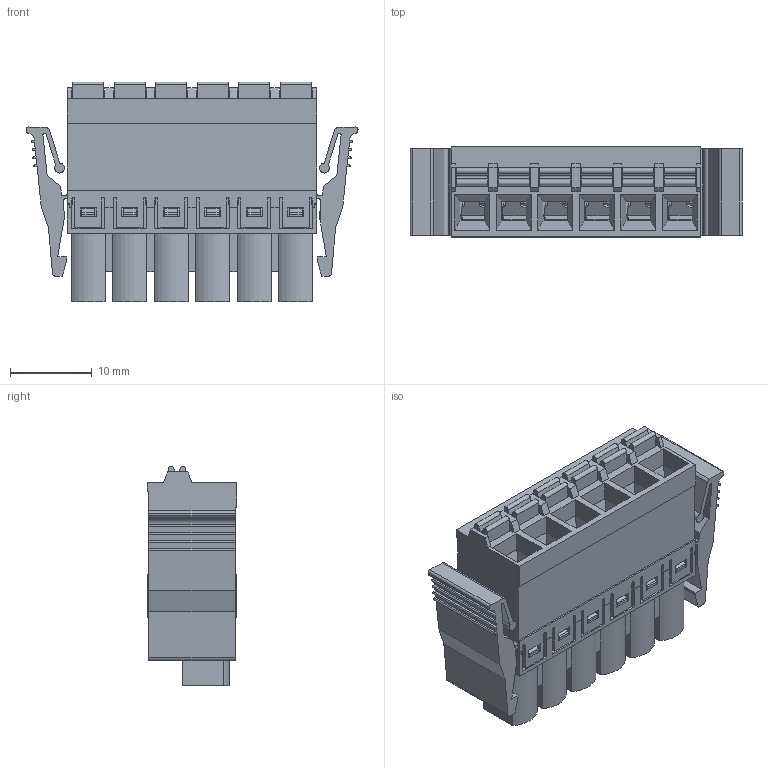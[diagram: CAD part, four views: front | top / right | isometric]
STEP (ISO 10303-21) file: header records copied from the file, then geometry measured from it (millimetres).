
FILE_DESCRIPTION(/* description */ ('Unknown'),/* implementation_level */ '2;1');
FILE_NAME(/* name */ '691304530006',/* time_stamp */ '2021-06-02T17:35:03+02:00',/* author */ ('Unknown'),/* organization */ ('Unknown'),/* preprocessor_version */ 'ST-DEVELOPER v16.7',/* originating_system */ 'Solid Edge',/* authorisation */ 'Unknown');
FILE_SCHEMA (('AUTOMOTIVE_DESIGN { 1 0 10303 214 3 1 1 }','AUTOMOTIVE_DESIGN {1 0 10303 214 3 1 1}'));
Length unit declared in the file: millimetre
Products named in the file (6): 6913045300xx; 691304530006; 691304530006_Bas; 6913045300xx_Levier; 6913045300xx_Lamelle; 6913045300xx_Pin
Assembly tree (20 placements, depth 2):
  6913045300xx
    691304530006
    691304530006_Bas
    6913045300xx_Levier  x6
    6913045300xx_Lamelle  x6
    6913045300xx_Pin  x6
Bounding box: 40.64 x 11 x 26.91 mm (x, y, z)
Volume: 4464.6 mm3; surface area: 13326.3 mm2
Topology: 20 solids, 20 shells, 2414 faces, 6735 edges, 4380 vertices
Faces by surface type: plane 1808, cylinder 582, bspline 18, cone 6
Full cylindrical faces by diameter (mm): 1.5 x6, 3 x6
Entity records: 43455 total; most frequent: CARTESIAN_POINT 7808, ORIENTED_EDGE 7600, DIRECTION 6931, EDGE_CURVE 3800, LINE 3405, VECTOR 3405, VERTEX_POINT 2483, AXIS2_PLACEMENT_3D 1763
